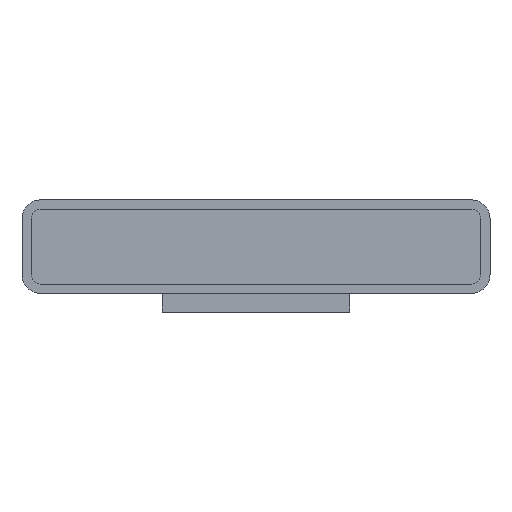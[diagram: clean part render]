
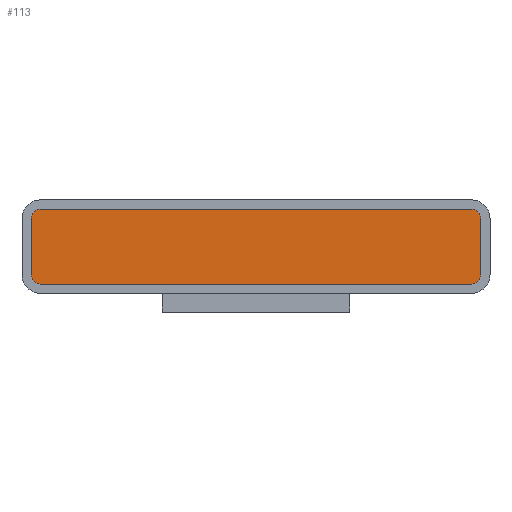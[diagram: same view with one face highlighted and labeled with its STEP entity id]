
A CAD part, front view. The second image highlights one B-rep face of the part: STEP entity #113.
In plain terms, the highlighted planar face has unit normal (0, -1, 0).
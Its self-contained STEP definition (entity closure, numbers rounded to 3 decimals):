
#113 = ADVANCED_FACE( '', ( #227 ), #228, .F. );
#227 = FACE_OUTER_BOUND( '', #336, .T. );
#228 = PLANE( '', #337 );
#336 = EDGE_LOOP( '', ( #608, #609, #610, #611, #612, #613, #614, #615 ) );
#337 = AXIS2_PLACEMENT_3D( '', #616, #617, #618 );
#608 = ORIENTED_EDGE( '', *, *, #711, .F. );
#609 = ORIENTED_EDGE( '', *, *, #731, .F. );
#610 = ORIENTED_EDGE( '', *, *, #762, .F. );
#611 = ORIENTED_EDGE( '', *, *, #703, .F. );
#612 = ORIENTED_EDGE( '', *, *, #696, .F. );
#613 = ORIENTED_EDGE( '', *, *, #652, .F. );
#614 = ORIENTED_EDGE( '', *, *, #759, .F. );
#615 = ORIENTED_EDGE( '', *, *, #763, .F. );
#616 = CARTESIAN_POINT( '', ( -2.3, -24.995, -0.3 ) );
#617 = DIRECTION( '', ( 0., 1., 0. ) );
#618 = DIRECTION( '', ( 0., 0., 1. ) );
#652 = EDGE_CURVE( '', #769, #770, #771, .T. );
#696 = EDGE_CURVE( '', #770, #843, #844, .T. );
#703 = EDGE_CURVE( '', #843, #853, #854, .T. );
#711 = EDGE_CURVE( '', #865, #866, #867, .T. );
#731 = EDGE_CURVE( '', #896, #865, #897, .T. );
#759 = EDGE_CURVE( '', #931, #769, #932, .T. );
#762 = EDGE_CURVE( '', #853, #896, #935, .T. );
#763 = EDGE_CURVE( '', #866, #931, #936, .T. );
#769 = VERTEX_POINT( '', #942 );
#770 = VERTEX_POINT( '', #943 );
#771 = LINE( '', #944, #945 );
#843 = VERTEX_POINT( '', #1043 );
#844 = CIRCLE( '', #1044, 0.1 );
#853 = VERTEX_POINT( '', #1056 );
#854 = LINE( '', #1057, #1058 );
#865 = VERTEX_POINT( '', #1072 );
#866 = VERTEX_POINT( '', #1073 );
#867 = CIRCLE( '', #1074, 0.1 );
#896 = VERTEX_POINT( '', #1113 );
#897 = LINE( '', #1114, #1115 );
#931 = VERTEX_POINT( '', #1162 );
#932 = CIRCLE( '', #1163, 0.1 );
#935 = CIRCLE( '', #1167, 0.1 );
#936 = LINE( '', #1168, #1169 );
#942 = CARTESIAN_POINT( '', ( -2.3, -24.995, 0.4 ) );
#943 = CARTESIAN_POINT( '', ( 2.3, -24.995, 0.4 ) );
#944 = CARTESIAN_POINT( '', ( -2.3, -24.995, 0.4 ) );
#945 = VECTOR( '', #1174, 1000. );
#1043 = CARTESIAN_POINT( '', ( 2.4, -24.995, 0.3 ) );
#1044 = AXIS2_PLACEMENT_3D( '', #1225, #1226, #1227 );
#1056 = CARTESIAN_POINT( '', ( 2.4, -24.995, -0.3 ) );
#1057 = CARTESIAN_POINT( '', ( 2.4, -24.995, 0.3 ) );
#1058 = VECTOR( '', #1234, 1000. );
#1072 = CARTESIAN_POINT( '', ( -2.3, -24.995, -0.4 ) );
#1073 = CARTESIAN_POINT( '', ( -2.4, -24.995, -0.3 ) );
#1074 = AXIS2_PLACEMENT_3D( '', #1244, #1245, #1246 );
#1113 = CARTESIAN_POINT( '', ( 2.3, -24.995, -0.4 ) );
#1114 = CARTESIAN_POINT( '', ( 2.3, -24.995, -0.4 ) );
#1115 = VECTOR( '', #1272, 1000. );
#1162 = CARTESIAN_POINT( '', ( -2.4, -24.995, 0.3 ) );
#1163 = AXIS2_PLACEMENT_3D( '', #1298, #1299, #1300 );
#1167 = AXIS2_PLACEMENT_3D( '', #1302, #1303, #1304 );
#1168 = CARTESIAN_POINT( '', ( -2.4, -24.995, -0.3 ) );
#1169 = VECTOR( '', #1305, 1000. );
#1174 = DIRECTION( '', ( 1., 0., 0. ) );
#1225 = CARTESIAN_POINT( '', ( 2.3, -24.995, 0.3 ) );
#1226 = DIRECTION( '', ( 0., 1., 0. ) );
#1227 = DIRECTION( '', ( -1., 0., 0. ) );
#1234 = DIRECTION( '', ( 0., 0., -1. ) );
#1244 = CARTESIAN_POINT( '', ( -2.3, -24.995, -0.3 ) );
#1245 = DIRECTION( '', ( 0., 1., 0. ) );
#1246 = DIRECTION( '', ( 1., 0., 0. ) );
#1272 = DIRECTION( '', ( -1., 0., 0. ) );
#1298 = CARTESIAN_POINT( '', ( -2.3, -24.995, 0.3 ) );
#1299 = DIRECTION( '', ( 0., 1., 0. ) );
#1300 = DIRECTION( '', ( 1., 0., 0. ) );
#1302 = CARTESIAN_POINT( '', ( 2.3, -24.995, -0.3 ) );
#1303 = DIRECTION( '', ( 0., 1., 0. ) );
#1304 = DIRECTION( '', ( 1., 0., 0. ) );
#1305 = DIRECTION( '', ( 0., 0., 1. ) );
